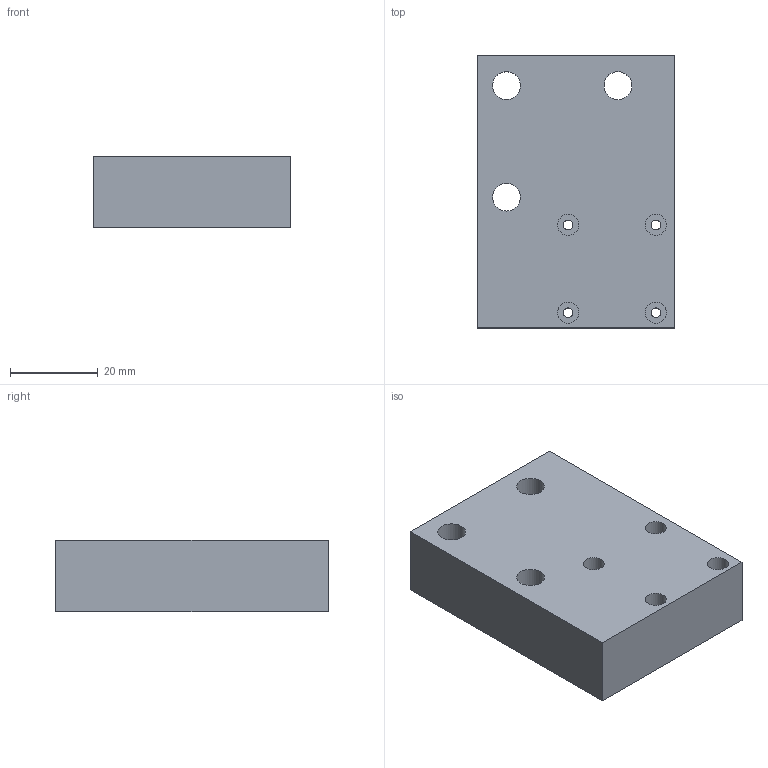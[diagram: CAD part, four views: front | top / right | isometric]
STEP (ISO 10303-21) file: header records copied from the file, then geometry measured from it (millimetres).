
FILE_DESCRIPTION(/* description */ (''),/* implementation_level */ '2;1');
FILE_NAME(/* name */ 'baseplate for combined beam steering mirror.stp',/* time_stamp */ '2022-05-25T17:39:29-04:00',/* author */ ('kk4764'),/* organization */ (''),/* preprocessor_version */ 'ST-DEVELOPER v18.1',/* originating_system */ 'Autodesk Inventor 2022',/* authorisation */ '');
FILE_SCHEMA (('AUTOMOTIVE_DESIGN { 1 0 10303 214 3 1 1 }'));
Length unit declared in the file: millimetre
Products named in the file (1): baseplate for combined beam steering mirror
Bounding box: 45 x 62 x 16.22 mm (x, y, z)
Volume: 42003.6 mm3; surface area: 10823.7 mm2
Topology: 1 solids, 1 shells, 27 faces, 54 edges, 36 vertices
Faces by surface type: cylinder 14, plane 13
Full cylindrical faces by diameter (mm): 2.184 x4, 4.826 x4, 6.35 x3, 9.652 x3
Entity records: 785 total; most frequent: DIRECTION 138, CARTESIAN_POINT 118, ORIENTED_EDGE 108, AXIS2_PLACEMENT_3D 56, EDGE_CURVE 54, EDGE_LOOP 48, VERTEX_POINT 36, CIRCLE 28
